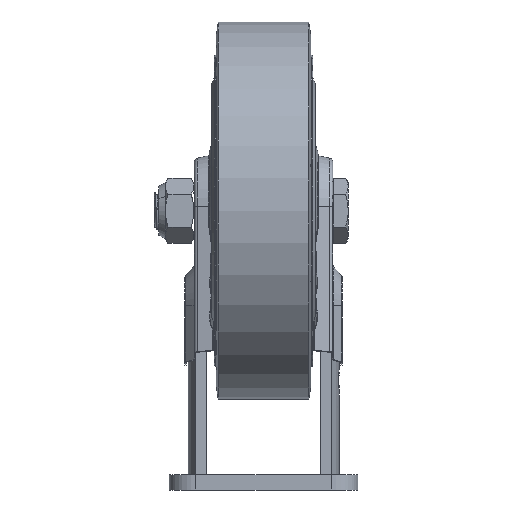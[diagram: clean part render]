
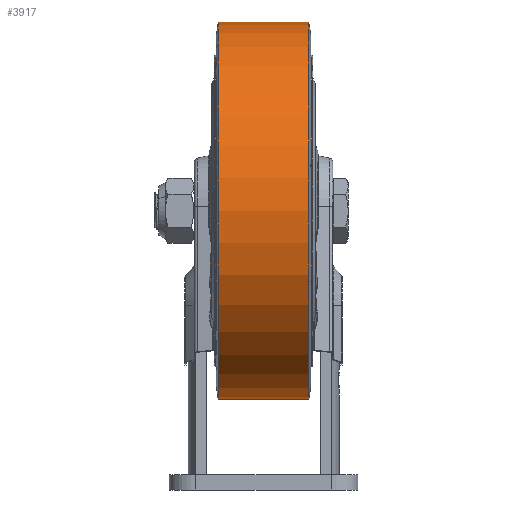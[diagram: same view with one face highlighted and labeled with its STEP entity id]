
A CAD part, left-side view. The second image highlights one B-rep face of the part: STEP entity #3917.
In plain terms, the highlighted cylindrical face has radius 100 mm (diameter 200 mm), a partial arc.
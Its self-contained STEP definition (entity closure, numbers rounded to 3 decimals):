
#3246=DIRECTION('',(0.,-1.,0.));
#3247=VECTOR('',#3246,48.);
#3248=CARTESIAN_POINT('',(0.,24.,248.));
#3249=LINE('',#3248,#3247);
#3250=DIRECTION('',(0.,-1.,0.));
#3251=VECTOR('',#3250,48.);
#3252=CARTESIAN_POINT('',(0.,24.,48.));
#3253=LINE('',#3252,#3251);
#3254=CARTESIAN_POINT('',(0.,24.,148.));
#3255=DIRECTION('',(0.,-1.,0.));
#3256=DIRECTION('',(0.,0.,1.));
#3257=AXIS2_PLACEMENT_3D('',#3254,#3255,#3256);
#3277=CARTESIAN_POINT('',(0.,-24.,148.));
#3278=DIRECTION('',(0.,-1.,0.));
#3279=DIRECTION('',(0.,0.,1.));
#3280=AXIS2_PLACEMENT_3D('',#3277,#3278,#3279);
#3605=CARTESIAN_POINT('',(0.,24.,248.));
#3607=VERTEX_POINT('',#3605);
#3608=CARTESIAN_POINT('',(0.,-24.,248.));
#3609=VERTEX_POINT('',#3608);
#3617=CARTESIAN_POINT('',(0.,24.,48.));
#3619=VERTEX_POINT('',#3617);
#3620=CARTESIAN_POINT('',(0.,-24.,48.));
#3621=VERTEX_POINT('',#3620);
#3903=CARTESIAN_POINT('',(0.,-27.5,148.));
#3904=DIRECTION('',(0.,1.,0.));
#3905=DIRECTION('',(0.,0.,-1.));
#3906=AXIS2_PLACEMENT_3D('',#3903,#3904,#3905);
#3907=CYLINDRICAL_SURFACE('',#3906,100.);
#3909=ORIENTED_EDGE('',*,*,#3908,.T.);
#3911=ORIENTED_EDGE('',*,*,#3910,.T.);
#3913=ORIENTED_EDGE('',*,*,#3912,.F.);
#3914=ORIENTED_EDGE('',*,*,#3889,.F.);
#3915=EDGE_LOOP('',(#3909,#3911,#3913,#3914));
#3916=FACE_OUTER_BOUND('',#3915,.F.);
#3258=CIRCLE('',#3257,100.);
#3281=CIRCLE('',#3280,100.);
#3889=EDGE_CURVE('',#3607,#3619,#3258,.T.);
#3908=EDGE_CURVE('',#3607,#3609,#3249,.T.);
#3910=EDGE_CURVE('',#3609,#3621,#3281,.T.);
#3912=EDGE_CURVE('',#3619,#3621,#3253,.T.);
#3917=ADVANCED_FACE('',(#3916),#3907,.T.);
